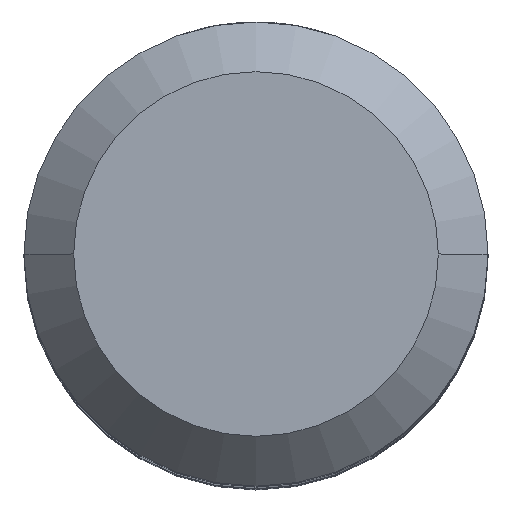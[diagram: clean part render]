
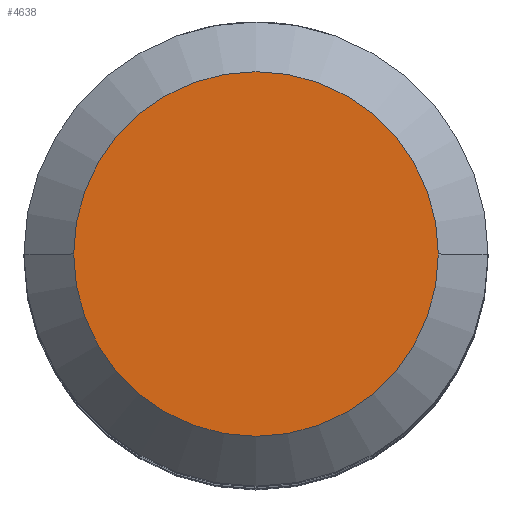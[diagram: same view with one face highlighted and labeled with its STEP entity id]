
A CAD part, top view. The second image highlights one B-rep face of the part: STEP entity #4638.
In plain terms, the highlighted planar face has unit normal (0, 0, 1).
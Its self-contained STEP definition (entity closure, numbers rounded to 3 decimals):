
#193 = EDGE_CURVE ( 'NONE', #7050, #819, #450, .T. ) ;
#289 = DIRECTION ( 'NONE',  ( 0., 0., 1. ) ) ;
#344 = CARTESIAN_POINT ( 'NONE',  ( 0., 0., 136. ) ) ;
#450 = CIRCLE ( 'NONE', #1997, 11. ) ;
#640 = CIRCLE ( 'NONE', #3259, 11. ) ;
#819 = VERTEX_POINT ( 'NONE', #6711 ) ;
#1157 = DIRECTION ( 'NONE',  ( -1., 0., 0. ) ) ;
#1276 = EDGE_CURVE ( 'NONE', #819, #7050, #640, .T. ) ;
#1339 = CARTESIAN_POINT ( 'NONE',  ( 0., 14., 136. ) ) ;
#1997 = AXIS2_PLACEMENT_3D ( 'NONE', #6696, #289, #2880 ) ;
#2121 = DIRECTION ( 'NONE',  ( 0., 0., -1. ) ) ;
#2563 = ORIENTED_EDGE ( 'NONE', *, *, #1276, .T. ) ;
#2880 = DIRECTION ( 'NONE',  ( -1., 0., 0. ) ) ;
#3212 = PLANE ( 'NONE',  #8297 ) ;
#3259 = AXIS2_PLACEMENT_3D ( 'NONE', #344, #8174, #1157 ) ;
#4638 = ADVANCED_FACE ( 'NONE', ( #5137 ), #3212, .F. ) ;
#5137 = FACE_OUTER_BOUND ( 'NONE', #7423, .T. ) ;
#6001 = CARTESIAN_POINT ( 'NONE',  ( 11., 0., 136. ) ) ;
#6696 = CARTESIAN_POINT ( 'NONE',  ( 0., 0., 136. ) ) ;
#6711 = CARTESIAN_POINT ( 'NONE',  ( -11., 0., 136. ) ) ;
#7050 = VERTEX_POINT ( 'NONE', #6001 ) ;
#7092 = DIRECTION ( 'NONE',  ( -1., 0., 0. ) ) ;
#7423 = EDGE_LOOP ( 'NONE', ( #2563, #7636 ) ) ;
#7636 = ORIENTED_EDGE ( 'NONE', *, *, #193, .T. ) ;
#8174 = DIRECTION ( 'NONE',  ( 0., 0., 1. ) ) ;
#8297 = AXIS2_PLACEMENT_3D ( 'NONE', #1339, #2121, #7092 ) ;
